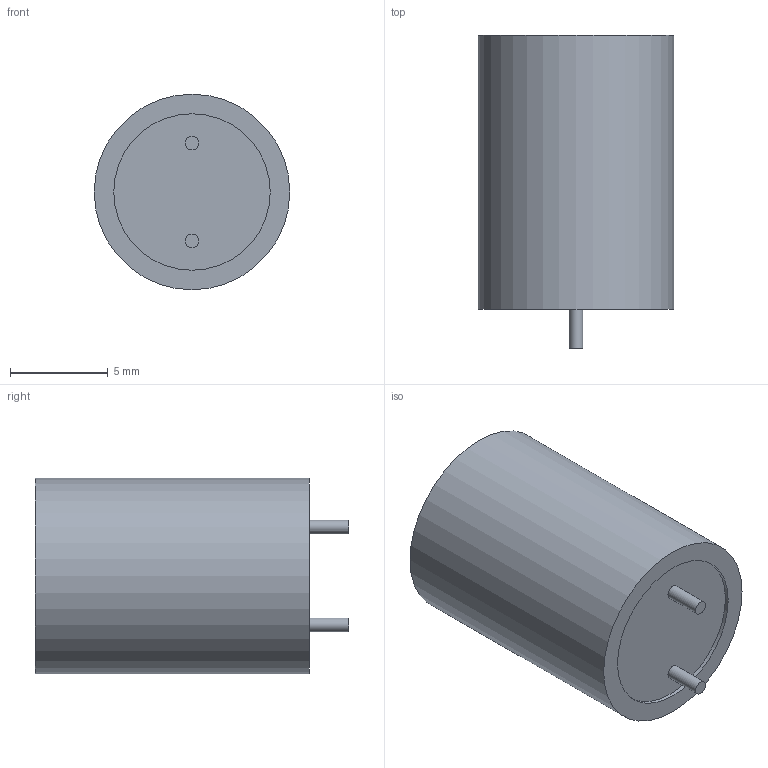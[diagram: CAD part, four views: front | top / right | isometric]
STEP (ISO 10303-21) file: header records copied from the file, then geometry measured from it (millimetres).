
FILE_SCHEMA (('AUTOMOTIVE_DESIGN { 1 0 10303 214 3 1 1 }'));
Length unit declared in the file: millimetre
Products named in the file (1): CP_Radial_D10.0mm_H14.00mm_P5.00mm
Bounding box: 10 x 16 x 10 mm (x, y, z)
Volume: 1080 mm3; surface area: 623.7 mm2
Topology: 3 solids, 3 shells, 25 faces, 51 edges, 34 vertices
Faces by surface type: plane 20, cylinder 5
Full cylindrical faces by diameter (mm): 0.7 x2, 8 x2, 10 x1
Entity records: 740 total; most frequent: DIRECTION 121, CARTESIAN_POINT 111, ORIENTED_EDGE 102, EDGE_CURVE 51, AXIS2_PLACEMENT_3D 44, VERTEX_POINT 34, LINE 33, VECTOR 33
